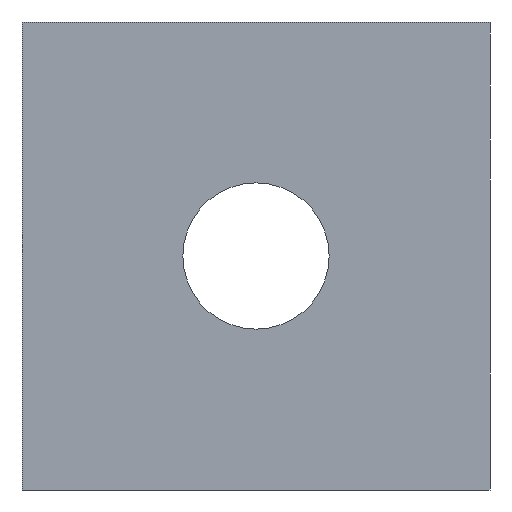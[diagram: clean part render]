
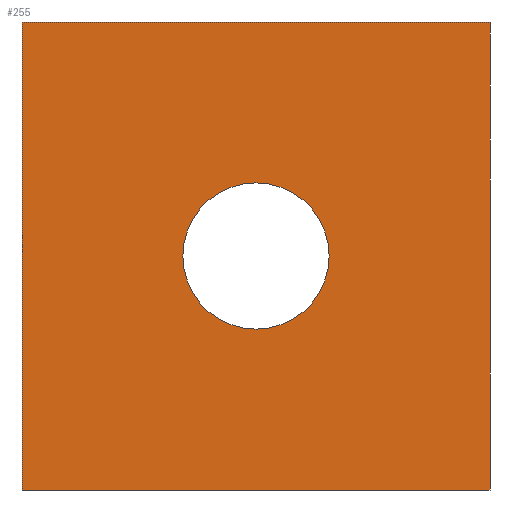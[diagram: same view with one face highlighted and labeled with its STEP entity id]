
A CAD part, front view. The second image highlights one B-rep face of the part: STEP entity #255.
In plain terms, the highlighted planar face has unit normal (0, -1, 0).
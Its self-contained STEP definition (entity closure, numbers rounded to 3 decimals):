
#20=FACE_BOUND('',#60,.T.);
#28=PLANE('',#292);
#41=FACE_OUTER_BOUND('',#59,.T.);
#59=EDGE_LOOP('',(#233,#234,#235,#236));
#60=EDGE_LOOP('',(#237));
#70=LINE('',#402,#93);
#75=LINE('',#414,#98);
#82=LINE('',#429,#105);
#83=LINE('',#431,#106);
#93=VECTOR('',#332,10.);
#98=VECTOR('',#341,10.);
#105=VECTOR('',#358,10.);
#106=VECTOR('',#361,10.);
#107=CIRCLE('',#271,2.5);
#117=VERTEX_POINT('',#366);
#129=VERTEX_POINT('',#399);
#130=VERTEX_POINT('',#401);
#135=VERTEX_POINT('',#413);
#138=VERTEX_POINT('',#427);
#139=EDGE_CURVE('',#117,#117,#107,.T.);
#156=EDGE_CURVE('',#129,#130,#70,.T.);
#162=EDGE_CURVE('',#130,#135,#75,.T.);
#170=EDGE_CURVE('',#138,#129,#82,.T.);
#171=EDGE_CURVE('',#135,#138,#83,.T.);
#233=ORIENTED_EDGE('',*,*,#162,.F.);
#234=ORIENTED_EDGE('',*,*,#156,.F.);
#235=ORIENTED_EDGE('',*,*,#170,.F.);
#236=ORIENTED_EDGE('',*,*,#171,.F.);
#237=ORIENTED_EDGE('',*,*,#139,.T.);
#255=ADVANCED_FACE('',(#41,#20),#28,.F.);
#271=AXIS2_PLACEMENT_3D('',#367,#297,#298);
#292=AXIS2_PLACEMENT_3D('',#432,#362,#363);
#297=DIRECTION('center_axis',(0.,1.,0.));
#298=DIRECTION('ref_axis',(1.,0.,0.));
#332=DIRECTION('',(1.,0.,0.));
#341=DIRECTION('',(0.,0.,-1.));
#358=DIRECTION('',(0.,0.,1.));
#361=DIRECTION('',(-1.,0.,0.));
#362=DIRECTION('center_axis',(0.,1.,0.));
#363=DIRECTION('ref_axis',(1.,0.,0.));
#366=CARTESIAN_POINT('',(-2.5,0.,0.));
#367=CARTESIAN_POINT('Origin',(0.,0.,0.));
#399=CARTESIAN_POINT('',(-8.,0.,8.));
#401=CARTESIAN_POINT('',(8.,0.,8.));
#402=CARTESIAN_POINT('',(-8.,0.,8.));
#413=CARTESIAN_POINT('',(8.,0.,-8.));
#414=CARTESIAN_POINT('',(8.,0.,8.));
#427=CARTESIAN_POINT('',(-8.,0.,-8.));
#429=CARTESIAN_POINT('',(-8.,0.,-8.));
#431=CARTESIAN_POINT('',(8.,0.,-8.));
#432=CARTESIAN_POINT('Origin',(0.,0.,0.));
